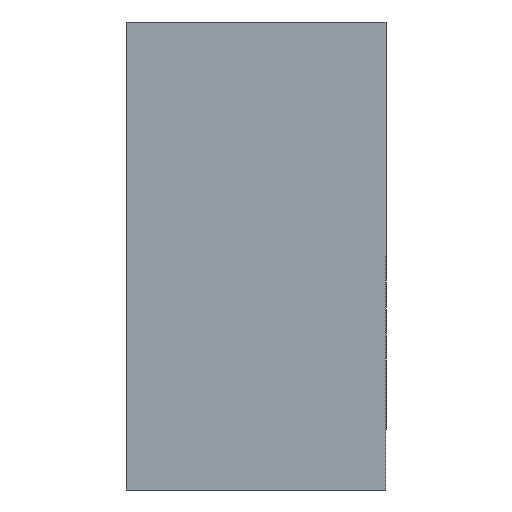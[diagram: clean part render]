
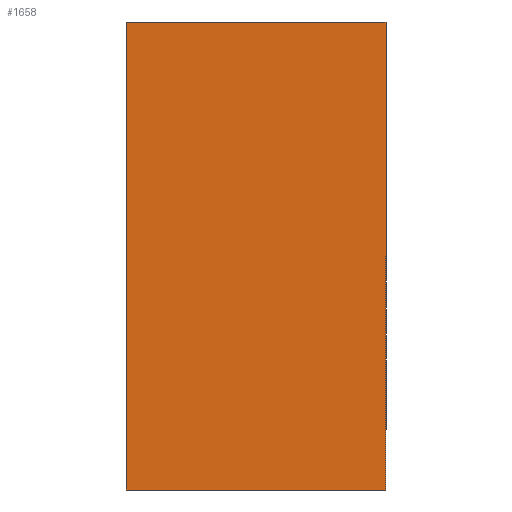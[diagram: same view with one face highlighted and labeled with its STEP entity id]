
A CAD part, front view. The second image highlights one B-rep face of the part: STEP entity #1658.
In plain terms, the highlighted planar face has unit normal (0, -1, 0).
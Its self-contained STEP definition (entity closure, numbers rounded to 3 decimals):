
#278 = EDGE_LOOP ( 'NONE', ( #3797, #6547, #6967, #4237 ) ) ;
#568 = DIRECTION ( 'NONE',  ( -1., 0., 0. ) ) ;
#653 = PLANE ( 'NONE',  #10534 ) ;
#730 = CARTESIAN_POINT ( 'NONE',  ( -1.25, 0., -2.25 ) ) ;
#845 = CARTESIAN_POINT ( 'NONE',  ( 0., 0., 2.25 ) ) ;
#869 = CARTESIAN_POINT ( 'NONE',  ( 0., 0., 0. ) ) ;
#882 = EDGE_CURVE ( 'NONE', #3289, #8208, #3692, .T. ) ;
#1631 = CARTESIAN_POINT ( 'NONE',  ( 1.25, 0., 2.25 ) ) ;
#1658 = ADVANCED_FACE ( 'NONE', ( #10357 ), #653, .F. ) ;
#1872 = VECTOR ( 'NONE', #3542, 1000. ) ;
#2488 = CARTESIAN_POINT ( 'NONE',  ( -1.25, 0., 2.25 ) ) ;
#3289 = VERTEX_POINT ( 'NONE', #1631 ) ;
#3542 = DIRECTION ( 'NONE',  ( 1., 0., 0. ) ) ;
#3692 = LINE ( 'NONE', #10798, #4499 ) ;
#3771 = EDGE_CURVE ( 'NONE', #5523, #3289, #9083, .T. ) ;
#3797 = ORIENTED_EDGE ( 'NONE', *, *, #3771, .F. ) ;
#3983 = VECTOR ( 'NONE', #10087, 1000. ) ;
#4237 = ORIENTED_EDGE ( 'NONE', *, *, #882, .F. ) ;
#4499 = VECTOR ( 'NONE', #9100, 1000. ) ;
#4983 = CARTESIAN_POINT ( 'NONE',  ( -1.25, 0., 0. ) ) ;
#5200 = DIRECTION ( 'NONE',  ( 0., 1., 0. ) ) ;
#5523 = VERTEX_POINT ( 'NONE', #2488 ) ;
#5882 = LINE ( 'NONE', #10661, #10318 ) ;
#6547 = ORIENTED_EDGE ( 'NONE', *, *, #9297, .F. ) ;
#6761 = DIRECTION ( 'NONE',  ( 0., 0., 1. ) ) ;
#6967 = ORIENTED_EDGE ( 'NONE', *, *, #8372, .F. ) ;
#8208 = VERTEX_POINT ( 'NONE', #8687 ) ;
#8310 = LINE ( 'NONE', #4983, #3983 ) ;
#8372 = EDGE_CURVE ( 'NONE', #8208, #8642, #5882, .T. ) ;
#8642 = VERTEX_POINT ( 'NONE', #730 ) ;
#8687 = CARTESIAN_POINT ( 'NONE',  ( 1.25, 0., -2.25 ) ) ;
#9083 = LINE ( 'NONE', #845, #1872 ) ;
#9100 = DIRECTION ( 'NONE',  ( 0., 0., -1. ) ) ;
#9297 = EDGE_CURVE ( 'NONE', #8642, #5523, #8310, .T. ) ;
#10087 = DIRECTION ( 'NONE',  ( 0., 0., 1. ) ) ;
#10318 = VECTOR ( 'NONE', #568, 1000. ) ;
#10357 = FACE_OUTER_BOUND ( 'NONE', #278, .T. ) ;
#10534 = AXIS2_PLACEMENT_3D ( 'NONE', #869, #5200, #6761 ) ;
#10661 = CARTESIAN_POINT ( 'NONE',  ( 0., 0., -2.25 ) ) ;
#10798 = CARTESIAN_POINT ( 'NONE',  ( 1.25, 0., 0. ) ) ;
